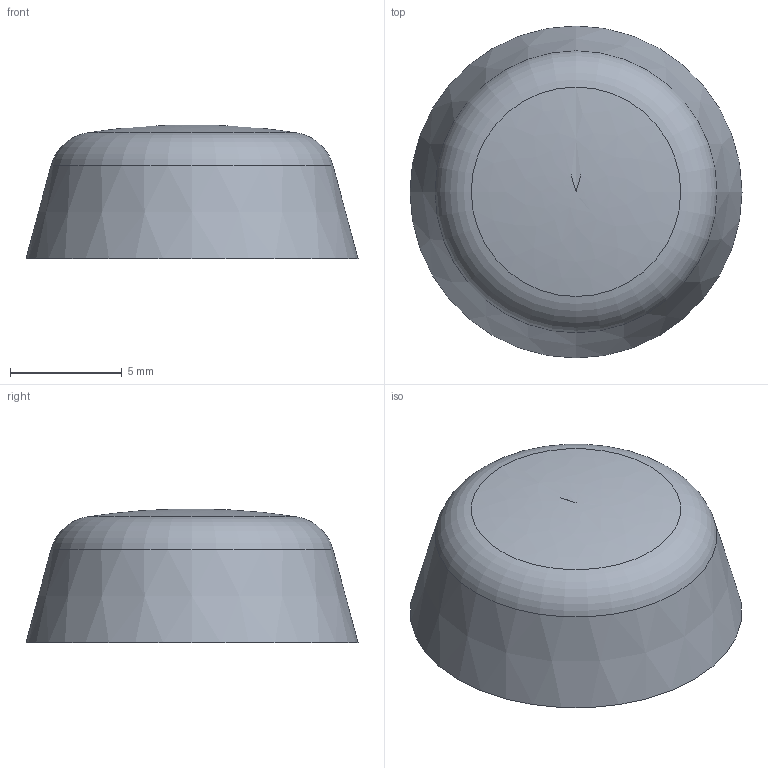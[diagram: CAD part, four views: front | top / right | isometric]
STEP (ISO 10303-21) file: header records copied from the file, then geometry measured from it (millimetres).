
FILE_DESCRIPTION( ( 'STEP AP203' ), '1' );
FILE_NAME( 'M6.step', '2022-07-27T01:05:03', ( ' ' ), ( ' ' ), 'XStep 1.0', ' ', ' ' );
FILE_SCHEMA( ( 'CONFIG_CONTROL_DESIGN' ) );
Length unit declared in the file: millimetre
Products named in the file (1): 1
Bounding box: 14.87 x 14.87 x 6 mm (x, y, z)
Volume: 322.9 mm3; surface area: 660.2 mm2
Topology: 1 solids, 1 shells, 9 faces, 15 edges, 9 vertices
Faces by surface type: cone 4, plane 3, bspline 1, torus 1
Entity records: 245 total; most frequent: CARTESIAN_POINT 54, DIRECTION 34, AXIS2_PLACEMENT_3D 17, EDGE_LOOP 16, ORIENTED_EDGE 16, FACE_OUTER_BOUND 10, ADVANCED_FACE 9, VERTEX_POINT 9
